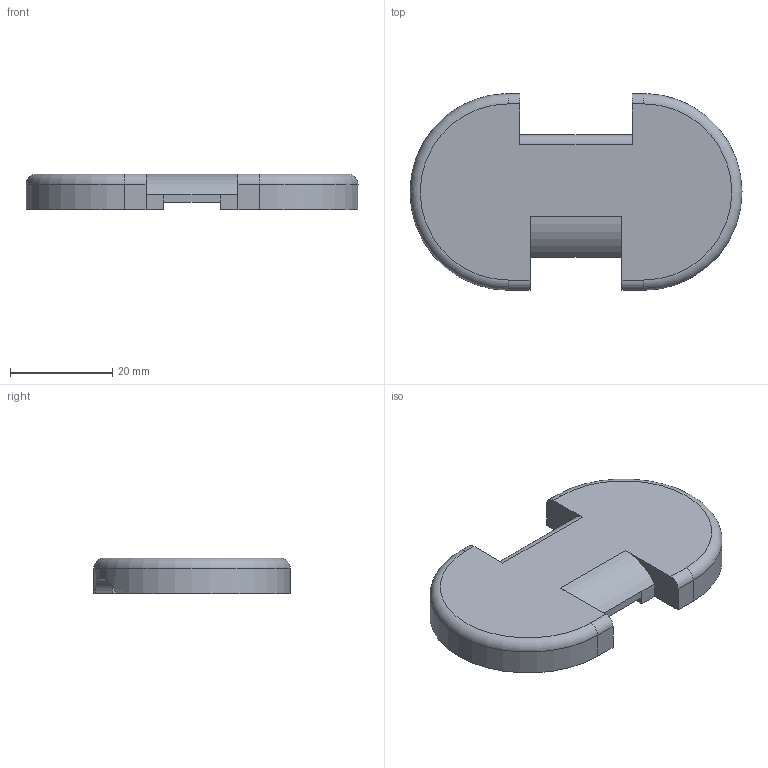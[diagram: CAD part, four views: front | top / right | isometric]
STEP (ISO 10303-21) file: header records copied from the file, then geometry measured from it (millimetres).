
FILE_DESCRIPTION(('FreeCAD Model'),'2;1');
FILE_NAME('Open CASCADE Shape Model','2025-06-06T12:43:42',(''),(''), 'Open CASCADE STEP processor 7.8','FreeCAD','Unknown');
FILE_SCHEMA(('AUTOMOTIVE_DESIGN { 1 0 10303 214 1 1 1 1 }'));
Length unit declared in the file: millimetre
Products named in the file (1): Body
Bounding box: 65 x 38.5 x 7 mm (x, y, z)
Volume: 7669 mm3; surface area: 5811 mm2
Topology: 1 solids, 1 shells, 42 faces, 114 edges, 74 vertices
Faces by surface type: plane 28, cylinder 12, torus 2
Entity records: 1438 total; most frequent: CARTESIAN_POINT 339, ORIENTED_EDGE 228, DIRECTION 222, EDGE_CURVE 114, LINE 84, VECTOR 84, VERTEX_POINT 74, AXIS2_PLACEMENT_3D 69
